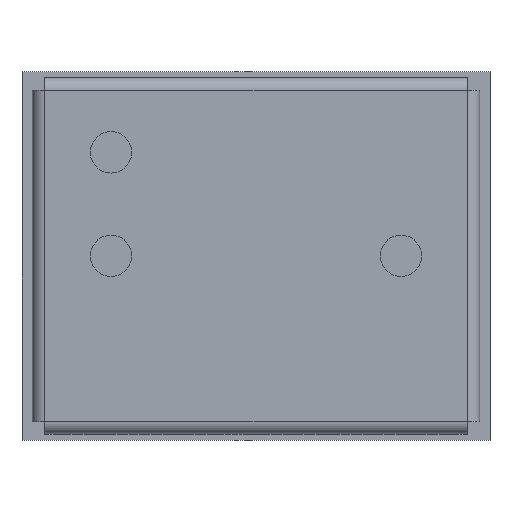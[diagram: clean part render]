
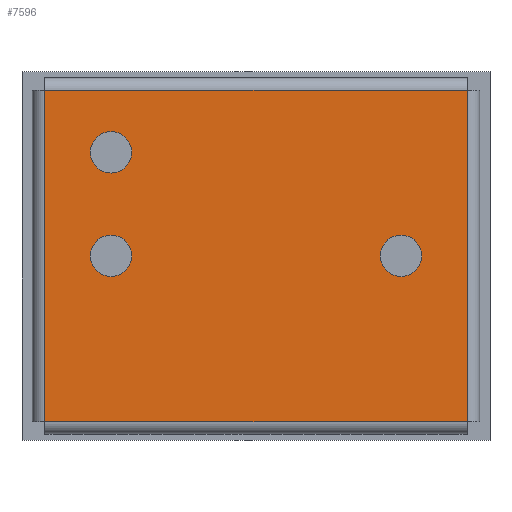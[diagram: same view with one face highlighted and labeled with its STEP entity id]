
A CAD part, top view. The second image highlights one B-rep face of the part: STEP entity #7596.
In plain terms, the highlighted planar face has unit normal (0, 0, 1).
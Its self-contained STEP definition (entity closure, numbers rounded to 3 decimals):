
#14=FACE_BOUND('',#1056,.T.);
#15=FACE_BOUND('',#1057,.T.);
#16=FACE_BOUND('',#1058,.T.);
#193=CIRCLE('',#8272,0.5);
#195=CIRCLE('',#8275,0.5);
#197=CIRCLE('',#8278,0.5);
#578=FACE_OUTER_BOUND('',#1055,.T.);
#1055=EDGE_LOOP('',(#5812,#5813,#5814,#5815));
#1056=EDGE_LOOP('',(#5816));
#1057=EDGE_LOOP('',(#5817));
#1058=EDGE_LOOP('',(#5818));
#1608=LINE('',#11669,#2498);
#1618=LINE('',#11696,#2508);
#1627=LINE('',#11722,#2517);
#1637=LINE('',#11748,#2527);
#2498=VECTOR('',#9496,1.);
#2508=VECTOR('',#9526,1.);
#2517=VECTOR('',#9557,1.);
#2527=VECTOR('',#9589,1.);
#3406=VERTEX_POINT('',#11632);
#3408=VERTEX_POINT('',#11638);
#3410=VERTEX_POINT('',#11644);
#3415=VERTEX_POINT('',#11666);
#3416=VERTEX_POINT('',#11668);
#3423=VERTEX_POINT('',#11695);
#3429=VERTEX_POINT('',#11721);
#4231=EDGE_CURVE('',#3406,#3406,#193,.T.);
#4234=EDGE_CURVE('',#3408,#3408,#195,.T.);
#4237=EDGE_CURVE('',#3410,#3410,#197,.T.);
#4249=EDGE_CURVE('',#3416,#3415,#1608,.T.);
#4263=EDGE_CURVE('',#3423,#3416,#1618,.T.);
#4276=EDGE_CURVE('',#3429,#3423,#1627,.T.);
#4290=EDGE_CURVE('',#3415,#3429,#1637,.T.);
#5812=ORIENTED_EDGE('',*,*,#4249,.T.);
#5813=ORIENTED_EDGE('',*,*,#4290,.T.);
#5814=ORIENTED_EDGE('',*,*,#4276,.T.);
#5815=ORIENTED_EDGE('',*,*,#4263,.T.);
#5816=ORIENTED_EDGE('',*,*,#4231,.T.);
#5817=ORIENTED_EDGE('',*,*,#4234,.T.);
#5818=ORIENTED_EDGE('',*,*,#4237,.T.);
#7122=PLANE('',#8329);
#7596=ADVANCED_FACE('',(#578,#14,#15,#16),#7122,.T.);
#8272=AXIS2_PLACEMENT_3D('',#11633,#9455,#9456);
#8275=AXIS2_PLACEMENT_3D('',#11639,#9462,#9463);
#8278=AXIS2_PLACEMENT_3D('',#11645,#9469,#9470);
#8329=AXIS2_PLACEMENT_3D('',#11766,#9615,#9616);
#9455=DIRECTION('center_axis',(0.,0.,-1.));
#9456=DIRECTION('ref_axis',(1.,0.,0.));
#9462=DIRECTION('center_axis',(0.,0.,-1.));
#9463=DIRECTION('ref_axis',(1.,0.,0.));
#9469=DIRECTION('center_axis',(0.,0.,-1.));
#9470=DIRECTION('ref_axis',(1.,0.,0.));
#9496=DIRECTION('',(-1.,0.,0.));
#9526=DIRECTION('',(0.,1.,0.));
#9557=DIRECTION('',(1.,0.,0.));
#9589=DIRECTION('',(0.,-1.,0.));
#9615=DIRECTION('center_axis',(0.,0.,1.));
#9616=DIRECTION('ref_axis',(1.,0.,0.));
#11632=CARTESIAN_POINT('',(3.,0.,0.));
#11633=CARTESIAN_POINT('Origin',(3.5,0.,0.));
#11638=CARTESIAN_POINT('',(-4.,0.,0.));
#11639=CARTESIAN_POINT('Origin',(-3.5,0.,0.));
#11644=CARTESIAN_POINT('',(-4.,2.5,0.));
#11645=CARTESIAN_POINT('Origin',(-3.5,2.5,0.));
#11666=CARTESIAN_POINT('',(-5.1,4.,0.));
#11668=CARTESIAN_POINT('',(5.1,4.,0.));
#11669=CARTESIAN_POINT('',(-2.55,4.,0.));
#11695=CARTESIAN_POINT('',(5.1,-4.,0.));
#11696=CARTESIAN_POINT('',(5.1,2.,0.));
#11721=CARTESIAN_POINT('',(-5.1,-4.,0.));
#11722=CARTESIAN_POINT('',(2.55,-4.,0.));
#11748=CARTESIAN_POINT('',(-5.1,-2.,0.));
#11766=CARTESIAN_POINT('Origin',(0.,0.,
0.));
